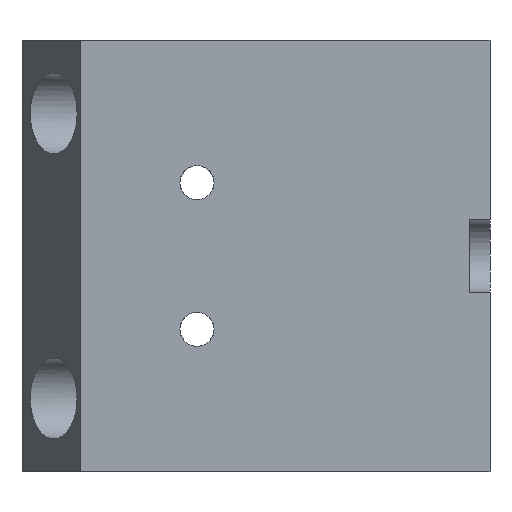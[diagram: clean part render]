
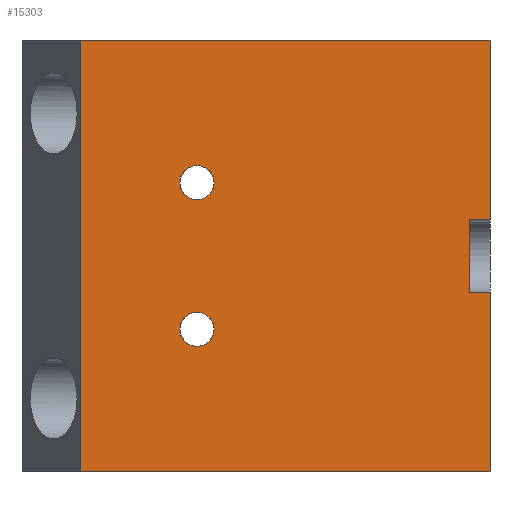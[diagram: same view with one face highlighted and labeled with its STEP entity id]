
A CAD part, left-side view. The second image highlights one B-rep face of the part: STEP entity #15303.
In plain terms, the highlighted planar face has unit normal (-1, 0, 0).
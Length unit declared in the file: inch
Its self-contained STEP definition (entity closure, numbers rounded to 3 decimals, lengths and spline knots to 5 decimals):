
#87=CIRCLE('',#15906,0.165);
#88=CIRCLE('',#15908,0.165);
#849=FACE_BOUND('',#2637,.T.);
#850=FACE_BOUND('',#2638,.T.);
#1670=FACE_OUTER_BOUND('',#2636,.T.);
#2636=EDGE_LOOP('',(#13714,#13715,#13716,#13717,#13718,#13719,#13720,#13721));
#2637=EDGE_LOOP('',(#13722));
#2638=EDGE_LOOP('',(#13723));
#4270=LINE('',#25716,#5937);
#4292=LINE('',#25795,#5959);
#4310=LINE('',#26509,#5977);
#4313=LINE('',#26517,#5980);
#4317=LINE('',#26527,#5984);
#4319=LINE('',#26530,#5986);
#4320=LINE('',#26531,#5987);
#4321=LINE('',#26532,#5988);
#5937=VECTOR('',#18780,0.3937);
#5959=VECTOR('',#18842,0.3937);
#5977=VECTOR('',#19188,0.3937);
#5980=VECTOR('',#19195,0.3937);
#5984=VECTOR('',#19205,0.3937);
#5986=VECTOR('',#19209,0.3937);
#5987=VECTOR('',#19210,0.3937);
#5988=VECTOR('',#19211,0.3937);
#7294=VERTEX_POINT('',#25713);
#7295=VERTEX_POINT('',#25715);
#7325=VERTEX_POINT('',#25792);
#7326=VERTEX_POINT('',#25794);
#7337=VERTEX_POINT('',#25919);
#7339=VERTEX_POINT('',#25957);
#7421=VERTEX_POINT('',#26507);
#7422=VERTEX_POINT('',#26508);
#7425=VERTEX_POINT('',#26516);
#7428=VERTEX_POINT('',#26526);
#9378=EDGE_CURVE('',#7294,#7295,#4270,.T.);
#9416=EDGE_CURVE('',#7325,#7326,#4292,.T.);
#9428=EDGE_CURVE('',#7337,#7337,#87,.T.);
#9430=EDGE_CURVE('',#7339,#7339,#88,.T.);
#9526=EDGE_CURVE('',#7421,#7422,#4310,.T.);
#9530=EDGE_CURVE('',#7422,#7425,#4313,.T.);
#9535=EDGE_CURVE('',#7428,#7421,#4317,.T.);
#9537=EDGE_CURVE('',#7425,#7326,#4319,.T.);
#9538=EDGE_CURVE('',#7295,#7325,#4320,.T.);
#9539=EDGE_CURVE('',#7294,#7428,#4321,.T.);
#13714=ORIENTED_EDGE('',*,*,#9535,.T.);
#13715=ORIENTED_EDGE('',*,*,#9526,.T.);
#13716=ORIENTED_EDGE('',*,*,#9530,.T.);
#13717=ORIENTED_EDGE('',*,*,#9537,.T.);
#13718=ORIENTED_EDGE('',*,*,#9416,.F.);
#13719=ORIENTED_EDGE('',*,*,#9538,.F.);
#13720=ORIENTED_EDGE('',*,*,#9378,.F.);
#13721=ORIENTED_EDGE('',*,*,#9539,.T.);
#13722=ORIENTED_EDGE('',*,*,#9428,.T.);
#13723=ORIENTED_EDGE('',*,*,#9430,.T.);
#14339=PLANE('',#16065);
#15303=ADVANCED_FACE('',(#1670,#849,#850),#14339,.T.);
#15906=AXIS2_PLACEMENT_3D('',#25920,#18864,#18865);
#15908=AXIS2_PLACEMENT_3D('',#25958,#18868,#18869);
#16065=AXIS2_PLACEMENT_3D('',#26529,#19207,#19208);
#18780=DIRECTION('',(0.,1.,0.));
#18842=DIRECTION('',(0.,-1.,0.));
#18864=DIRECTION('center_axis',(1.,0.,0.));
#18865=DIRECTION('ref_axis',(0.,1.,0.));
#18868=DIRECTION('center_axis',(1.,0.,0.));
#18869=DIRECTION('ref_axis',(0.,1.,0.));
#19188=DIRECTION('',(0.,0.,1.));
#19195=DIRECTION('',(0.,-1.,0.));
#19205=DIRECTION('',(0.,1.,0.));
#19207=DIRECTION('center_axis',(-1.,0.,0.));
#19208=DIRECTION('ref_axis',(0.,-1.,0.));
#19209=DIRECTION('',(0.,0.,1.));
#19210=DIRECTION('',(0.,0.,1.));
#19211=DIRECTION('',(0.,0.,1.));
#25713=CARTESIAN_POINT('',(-1.88976,0.,-2.08661));
#25715=CARTESIAN_POINT('',(-1.88976,3.9593,-2.08661));
#25716=CARTESIAN_POINT('',(-1.88976,3.9593,-2.08661));
#25792=CARTESIAN_POINT('',(-1.88976,3.9593,2.08661));
#25794=CARTESIAN_POINT('',(-1.88976,0.,2.08661));
#25795=CARTESIAN_POINT('',(-1.88976,3.9593,2.08661));
#25919=CARTESIAN_POINT('',(-1.88976,2.66965,0.70866));
#25920=CARTESIAN_POINT('Origin',(-1.88976,2.83465,0.70866));
#25957=CARTESIAN_POINT('',(-1.88976,2.66965,-0.70866));
#25958=CARTESIAN_POINT('Origin',(-1.88976,2.83465,-0.70866));
#26507=CARTESIAN_POINT('',(-1.88976,0.19685,-0.35443));
#26508=CARTESIAN_POINT('',(-1.88976,0.19685,0.35443));
#26509=CARTESIAN_POINT('',(-1.88976,0.19685,0.));
#26516=CARTESIAN_POINT('',(-1.88976,0.,0.35443));
#26517=CARTESIAN_POINT('',(-1.88976,1.97965,0.35443));
#26526=CARTESIAN_POINT('',(-1.88976,0.,-0.35443));
#26527=CARTESIAN_POINT('',(-1.88976,1.97965,-0.35443));
#26529=CARTESIAN_POINT('Origin',(-1.88976,3.9593,0.));
#26530=CARTESIAN_POINT('',(-1.88976,0.,0.));
#26531=CARTESIAN_POINT('',(-1.88976,3.9593,0.));
#26532=CARTESIAN_POINT('',(-1.88976,0.,0.));
